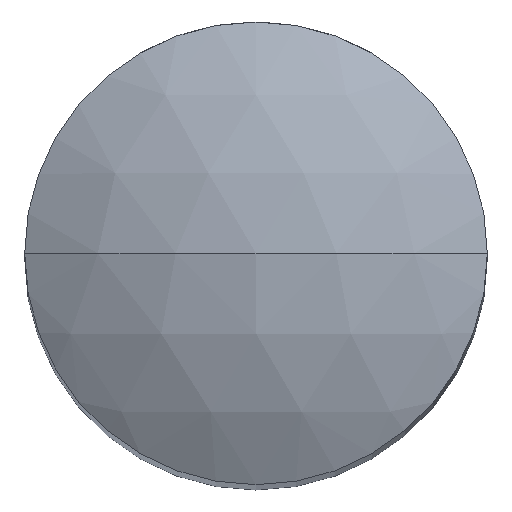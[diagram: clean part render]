
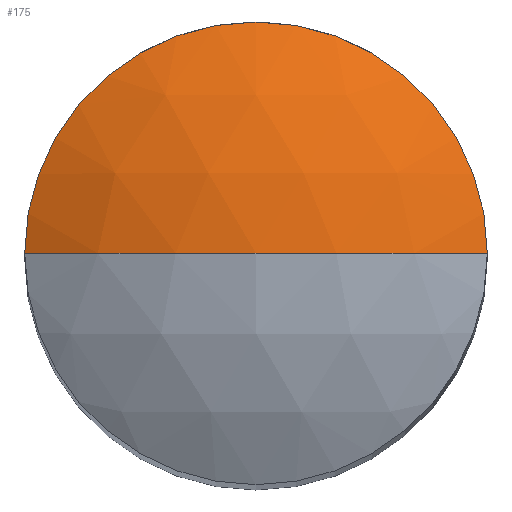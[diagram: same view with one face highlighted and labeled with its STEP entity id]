
A CAD part, top view. The second image highlights one B-rep face of the part: STEP entity #175.
In plain terms, the highlighted spherical face has radius 10 mm.
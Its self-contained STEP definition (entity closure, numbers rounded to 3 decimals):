
#6 = CARTESIAN_POINT ( 'NONE',  ( 0., 0., 33.66 ) ) ;
#16 = CIRCLE ( 'NONE', #68, 10. ) ;
#18 = DIRECTION ( 'NONE',  ( 0., 0., -1. ) ) ;
#35 = DIRECTION ( 'NONE',  ( -1., 0., 0. ) ) ;
#66 = DIRECTION ( 'NONE',  ( 1., 0., 0. ) ) ;
#68 = AXIS2_PLACEMENT_3D ( 'NONE', #400, #883, #479 ) ;
#77 = DIRECTION ( 'NONE',  ( 0., -1., 0. ) ) ;
#81 = CARTESIAN_POINT ( 'NONE',  ( 0., 0., 25. ) ) ;
#175 = ADVANCED_FACE ( 'NONE', ( #300 ), #657, .T. ) ;
#238 = VERTEX_POINT ( 'NONE', #858 ) ;
#273 = VERTEX_POINT ( 'NONE', #754 ) ;
#278 = VERTEX_POINT ( 'NONE', #738 ) ;
#300 = FACE_OUTER_BOUND ( 'NONE', #772, .T. ) ;
#315 = AXIS2_PLACEMENT_3D ( 'NONE', #6, #18, #35 ) ;
#331 = DIRECTION ( 'NONE',  ( 1., 0., 0. ) ) ;
#341 = AXIS2_PLACEMENT_3D ( 'NONE', #81, #77, #66 ) ;
#400 = CARTESIAN_POINT ( 'NONE',  ( 0., 0., 25. ) ) ;
#423 = AXIS2_PLACEMENT_3D ( 'NONE', #751, #720, #331 ) ;
#427 = ORIENTED_EDGE ( 'NONE', *, *, #839, .T. ) ;
#479 = DIRECTION ( 'NONE',  ( 0., 0., 1. ) ) ;
#482 = EDGE_CURVE ( 'NONE', #238, #278, #890, .T. ) ;
#558 = EDGE_CURVE ( 'NONE', #278, #273, #686, .T. ) ;
#657 = SPHERICAL_SURFACE ( 'NONE', #423, 10. ) ;
#686 = CIRCLE ( 'NONE', #315, 5. ) ;
#712 = ORIENTED_EDGE ( 'NONE', *, *, #482, .F. ) ;
#720 = DIRECTION ( 'NONE',  ( 0., -1., 0. ) ) ;
#738 = CARTESIAN_POINT ( 'NONE',  ( -5., 0., 33.66 ) ) ;
#751 = CARTESIAN_POINT ( 'NONE',  ( 0., 0., 25. ) ) ;
#754 = CARTESIAN_POINT ( 'NONE',  ( 5., 0., 33.66 ) ) ;
#772 = EDGE_LOOP ( 'NONE', ( #712, #427, #781 ) ) ;
#781 = ORIENTED_EDGE ( 'NONE', *, *, #558, .F. ) ;
#839 = EDGE_CURVE ( 'NONE', #238, #273, #16, .T. ) ;
#858 = CARTESIAN_POINT ( 'NONE',  ( 0., 0., 35. ) ) ;
#883 = DIRECTION ( 'NONE',  ( 0., 1., 0. ) ) ;
#890 = CIRCLE ( 'NONE', #341, 10. ) ;
